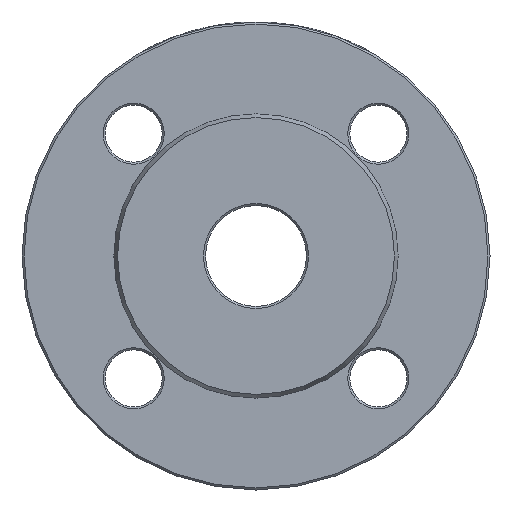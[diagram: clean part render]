
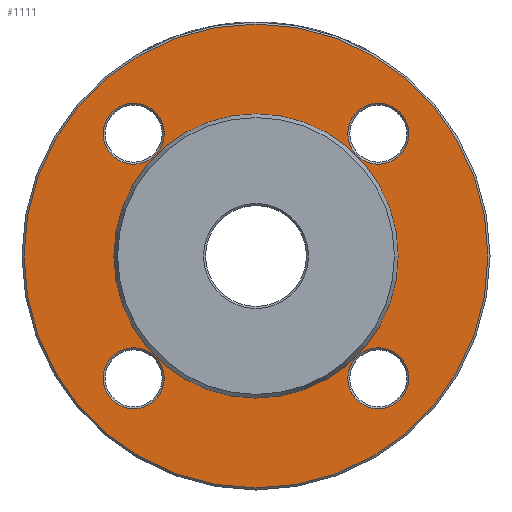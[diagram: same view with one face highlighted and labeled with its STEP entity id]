
A CAD part, left-side view. The second image highlights one B-rep face of the part: STEP entity #1111.
In plain terms, the highlighted planar face has unit normal (-1, 0, 0).
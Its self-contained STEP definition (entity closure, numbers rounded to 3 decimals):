
#43 = CARTESIAN_POINT ( 'NONE',  ( 2., 30.052, -30.052 ) ) ;
#65 = VERTEX_POINT ( 'NONE', #2656 ) ;
#182 = DIRECTION ( 'NONE',  ( 1., 0., 0. ) ) ;
#383 = CIRCLE ( 'NONE', #4167, 7.5 ) ;
#400 = FACE_OUTER_BOUND ( 'NONE', #6339, .T. ) ;
#436 = CARTESIAN_POINT ( 'NONE',  ( 2., 0., 0. ) ) ;
#473 = DIRECTION ( 'NONE',  ( -1., 0., 0. ) ) ;
#654 = EDGE_CURVE ( 'NONE', #821, #821, #4924, .T. ) ;
#821 = VERTEX_POINT ( 'NONE', #4364 ) ;
#840 = AXIS2_PLACEMENT_3D ( 'NONE', #5951, #6523, #1354 ) ;
#895 = ORIENTED_EDGE ( 'NONE', *, *, #3502, .T. ) ;
#913 = FACE_BOUND ( 'NONE', #4869, .T. ) ;
#1063 = EDGE_LOOP ( 'NONE', ( #6417 ) ) ;
#1111 = ADVANCED_FACE ( 'NONE', ( #3953, #913, #6453, #5491, #400, #3918 ), #1423, .F. ) ;
#1179 = EDGE_LOOP ( 'NONE', ( #4620 ) ) ;
#1268 = DIRECTION ( 'NONE',  ( 0., 0., 1. ) ) ;
#1354 = DIRECTION ( 'NONE',  ( 0., 0., -1. ) ) ;
#1423 = PLANE ( 'NONE',  #840 ) ;
#1424 = CARTESIAN_POINT ( 'NONE',  ( 2., 30.052, 30.052 ) ) ;
#1639 = CIRCLE ( 'NONE', #5071, 57. ) ;
#2031 = EDGE_LOOP ( 'NONE', ( #3972 ) ) ;
#2115 = EDGE_CURVE ( 'NONE', #6400, #6400, #1639, .T. ) ;
#2153 = EDGE_CURVE ( 'NONE', #3352, #3352, #2186, .T. ) ;
#2186 = CIRCLE ( 'NONE', #5284, 7.5 ) ;
#2212 = CIRCLE ( 'NONE', #2535, 7.5 ) ;
#2259 = DIRECTION ( 'NONE',  ( 0., -1., 0. ) ) ;
#2535 = AXIS2_PLACEMENT_3D ( 'NONE', #43, #2629, #4195 ) ;
#2629 = DIRECTION ( 'NONE',  ( 1., 0., 0. ) ) ;
#2656 = CARTESIAN_POINT ( 'NONE',  ( 2., -30.052, 37.552 ) ) ;
#2765 = ORIENTED_EDGE ( 'NONE', *, *, #2115, .T. ) ;
#2771 = DIRECTION ( 'NONE',  ( -1., 0., 0. ) ) ;
#3012 = AXIS2_PLACEMENT_3D ( 'NONE', #5847, #2771, #1268 ) ;
#3166 = CIRCLE ( 'NONE', #4021, 7.5 ) ;
#3352 = VERTEX_POINT ( 'NONE', #6128 ) ;
#3424 = CARTESIAN_POINT ( 'NONE',  ( 2., -37.552, -30.052 ) ) ;
#3479 = DIRECTION ( 'NONE',  ( 0., 1., 0. ) ) ;
#3502 = EDGE_CURVE ( 'NONE', #5433, #5433, #3166, .T. ) ;
#3918 = FACE_BOUND ( 'NONE', #1179, .T. ) ;
#3953 = FACE_BOUND ( 'NONE', #5882, .T. ) ;
#3972 = ORIENTED_EDGE ( 'NONE', *, *, #2153, .T. ) ;
#4021 = AXIS2_PLACEMENT_3D ( 'NONE', #5869, #182, #2259 ) ;
#4167 = AXIS2_PLACEMENT_3D ( 'NONE', #6008, #4973, #4543 ) ;
#4195 = DIRECTION ( 'NONE',  ( 0., 0., -1. ) ) ;
#4364 = CARTESIAN_POINT ( 'NONE',  ( 2., 0., 34.933 ) ) ;
#4543 = DIRECTION ( 'NONE',  ( 0., 0., 1. ) ) ;
#4594 = CARTESIAN_POINT ( 'NONE',  ( 2., 0., -57. ) ) ;
#4620 = ORIENTED_EDGE ( 'NONE', *, *, #654, .F. ) ;
#4869 = EDGE_LOOP ( 'NONE', ( #6096 ) ) ;
#4924 = CIRCLE ( 'NONE', #3012, 34.933 ) ;
#4973 = DIRECTION ( 'NONE',  ( 1., 0., 0. ) ) ;
#4987 = DIRECTION ( 'NONE',  ( 1., 0., 0. ) ) ;
#5021 = DIRECTION ( 'NONE',  ( 0., 0., -1. ) ) ;
#5071 = AXIS2_PLACEMENT_3D ( 'NONE', #436, #473, #5021 ) ;
#5136 = EDGE_CURVE ( 'NONE', #6287, #6287, #2212, .T. ) ;
#5284 = AXIS2_PLACEMENT_3D ( 'NONE', #1424, #4987, #3479 ) ;
#5433 = VERTEX_POINT ( 'NONE', #3424 ) ;
#5491 = FACE_BOUND ( 'NONE', #1063, .T. ) ;
#5790 = CARTESIAN_POINT ( 'NONE',  ( 2., 30.052, -37.552 ) ) ;
#5847 = CARTESIAN_POINT ( 'NONE',  ( 2., 0., 0. ) ) ;
#5869 = CARTESIAN_POINT ( 'NONE',  ( 2., -30.052, -30.052 ) ) ;
#5882 = EDGE_LOOP ( 'NONE', ( #895 ) ) ;
#5951 = CARTESIAN_POINT ( 'NONE',  ( 2., 34.933, 0. ) ) ;
#6008 = CARTESIAN_POINT ( 'NONE',  ( 2., -30.052, 30.052 ) ) ;
#6096 = ORIENTED_EDGE ( 'NONE', *, *, #6522, .T. ) ;
#6128 = CARTESIAN_POINT ( 'NONE',  ( 2., 37.552, 30.052 ) ) ;
#6287 = VERTEX_POINT ( 'NONE', #5790 ) ;
#6339 = EDGE_LOOP ( 'NONE', ( #2765 ) ) ;
#6400 = VERTEX_POINT ( 'NONE', #4594 ) ;
#6417 = ORIENTED_EDGE ( 'NONE', *, *, #5136, .T. ) ;
#6453 = FACE_BOUND ( 'NONE', #2031, .T. ) ;
#6522 = EDGE_CURVE ( 'NONE', #65, #65, #383, .T. ) ;
#6523 = DIRECTION ( 'NONE',  ( 1., 0., 0. ) ) ;
